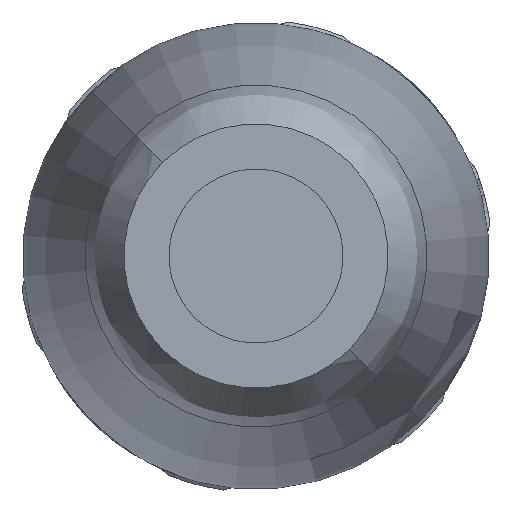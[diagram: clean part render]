
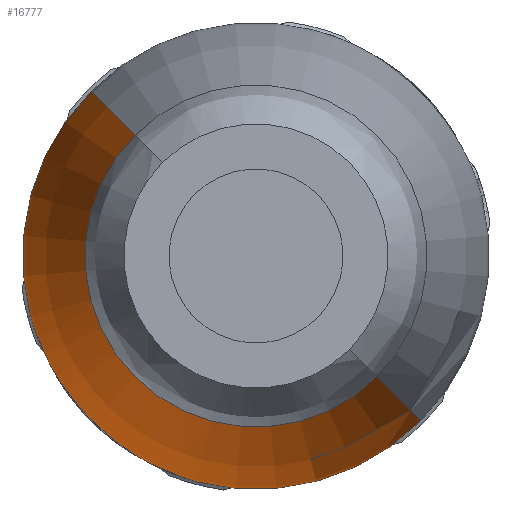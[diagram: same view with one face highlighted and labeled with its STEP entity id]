
A CAD part, front view. The second image highlights one B-rep face of the part: STEP entity #16777.
In plain terms, the highlighted face is a revolution surface.
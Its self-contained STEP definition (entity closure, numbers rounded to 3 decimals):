
#903=CARTESIAN_POINT('',(0.,-5.9,0.));
#904=DIRECTION('',(0.,-1.,0.));
#905=DIRECTION('',(-0.236,0.,-0.972));
#906=AXIS2_PLACEMENT_3D('',#903,#904,#905);
#1011=CARTESIAN_POINT('',(0.,-5.9,0.));
#1012=DIRECTION('',(0.,-1.,0.));
#1013=DIRECTION('',(-0.707,0.,0.707));
#1014=AXIS2_PLACEMENT_3D('',#1011,#1012,#1013);
#1111=CARTESIAN_POINT('',(-7.289,-8.561,
-1.771));
#1112=CARTESIAN_POINT('',(-7.288,-8.975,
-1.772));
#1113=CARTESIAN_POINT('',(-7.282,-9.799,
-1.798));
#1114=CARTESIAN_POINT('',(-7.265,-11.108,
-1.865));
#1115=CARTESIAN_POINT('',(-7.24,-12.226,
-1.955));
#1116=CARTESIAN_POINT('',(-7.212,-13.218,
-2.057));
#1117=CARTESIAN_POINT('',(-7.178,-14.1,
-2.174));
#1118=CARTESIAN_POINT('',(-7.135,-14.875,
-2.315));
#1119=CARTESIAN_POINT('',(-7.081,-15.541,
-2.478));
#1120=CARTESIAN_POINT('',(-7.016,-16.112,
-2.657));
#1121=CARTESIAN_POINT('',(-6.938,-16.621,
-2.853));
#1122=CARTESIAN_POINT('',(-6.845,-17.081,
-3.065));
#1123=CARTESIAN_POINT('',(-6.74,-17.482,
-3.281));
#1124=CARTESIAN_POINT('',(-6.629,-17.821,
-3.494));
#1125=CARTESIAN_POINT('',(-6.513,-18.103,
-3.698));
#1126=CARTESIAN_POINT('',(-6.392,-18.337,
-3.896));
#1127=CARTESIAN_POINT('',(-6.266,-18.535,
-4.09));
#1128=CARTESIAN_POINT('',(-6.134,-18.7,
-4.279));
#1129=CARTESIAN_POINT('',(-5.998,-18.835,
-4.463));
#1130=CARTESIAN_POINT('',(-5.858,-18.941,
-4.641));
#1131=CARTESIAN_POINT('',(-5.718,-19.021,
-4.809));
#1132=CARTESIAN_POINT('',(-5.578,-19.075,
-4.969));
#1133=CARTESIAN_POINT('',(-5.441,-19.107,
-5.117));
#1134=CARTESIAN_POINT('',(-5.304,-19.118,
-5.259));
#1135=CARTESIAN_POINT('',(-5.16,-19.109,
-5.4));
#1136=CARTESIAN_POINT('',(-5.006,-19.079,
-5.544));
#1137=CARTESIAN_POINT('',(-4.839,-19.025,
-5.693));
#1138=CARTESIAN_POINT('',(-4.658,-18.944,
-5.844));
#1139=CARTESIAN_POINT('',(-4.471,-18.838,
-5.992));
#1140=CARTESIAN_POINT('',(-4.285,-18.708,
-6.13));
#1141=CARTESIAN_POINT('',(-4.099,-18.554,
-6.259));
#1142=CARTESIAN_POINT('',(-3.915,-18.373,
-6.38));
#1143=CARTESIAN_POINT('',(-3.728,-18.157,
-6.495));
#1144=CARTESIAN_POINT('',(-3.537,-17.901,
-6.605));
#1145=CARTESIAN_POINT('',(-3.34,-17.593,
-6.71));
#1146=CARTESIAN_POINT('',(-3.135,-17.22,
-6.812));
#1147=CARTESIAN_POINT('',(-2.925,-16.775,
-6.907));
#1148=CARTESIAN_POINT('',(-2.72,-16.262,
-6.992));
#1149=CARTESIAN_POINT('',(-2.529,-15.68,
-7.063));
#1150=CARTESIAN_POINT('',(-2.353,-15.006,
-7.122));
#1151=CARTESIAN_POINT('',(-2.198,-14.218,
-7.171));
#1152=CARTESIAN_POINT('',(-2.069,-13.317,
-7.208));
#1153=CARTESIAN_POINT('',(-1.958,-12.302,
-7.239));
#1154=CARTESIAN_POINT('',(-1.865,-11.167,
-7.265));
#1155=CARTESIAN_POINT('',(-1.798,-9.846,
-7.282));
#1156=CARTESIAN_POINT('',(-1.773,-8.994,
-7.288));
#1157=CARTESIAN_POINT('',(-1.773,-8.563,
-7.288));
#1183=CARTESIAN_POINT('',(-1.768,-5.9,
-7.289));
#1184=CARTESIAN_POINT('',(-1.769,-6.787,
-7.287));
#1185=CARTESIAN_POINT('',(-1.766,-7.675,
-7.29));
#1186=CARTESIAN_POINT('',(-1.773,-8.563,
-7.288));
#1188=CARTESIAN_POINT('',(-7.289,-8.561,
-1.771));
#1189=CARTESIAN_POINT('',(-7.29,-7.673,
-1.763));
#1190=CARTESIAN_POINT('',(-7.288,-6.786,
-1.766));
#1191=CARTESIAN_POINT('',(-7.289,-5.9,
-1.768));
#1193=CARTESIAN_POINT('',(-5.303,-5.9,5.303));
#1194=CARTESIAN_POINT('',(-5.303,-6.321,
5.303));
#1195=CARTESIAN_POINT('',(-5.304,-7.977,
5.304));
#1196=CARTESIAN_POINT('',(-5.304,-10.889,
5.304));
#1197=CARTESIAN_POINT('',(-5.301,-15.746,
5.301));
#1198=CARTESIAN_POINT('',(-5.317,-20.694,
5.317));
#1199=CARTESIAN_POINT('',(-4.794,-27.086,
4.794));
#1200=CARTESIAN_POINT('',(-4.201,-31.113,
4.201));
#1201=CARTESIAN_POINT('',(-3.712,-33.9,3.712));
#1203=CARTESIAN_POINT('',(3.712,-33.9,-3.712));
#1204=CARTESIAN_POINT('',(4.201,-31.113,
-4.201));
#1205=CARTESIAN_POINT('',(4.794,-27.086,
-4.794));
#1206=CARTESIAN_POINT('',(5.317,-20.694,
-5.317));
#1207=CARTESIAN_POINT('',(5.301,-15.746,
-5.301));
#1208=CARTESIAN_POINT('',(5.304,-10.889,
-5.304));
#1209=CARTESIAN_POINT('',(5.304,-7.977,
-5.304));
#1210=CARTESIAN_POINT('',(5.303,-6.321,
-5.303));
#1211=CARTESIAN_POINT('',(5.303,-5.9,-5.303));
#2241=CARTESIAN_POINT('',(0.,-33.9,0.));
#2242=DIRECTION('',(0.,1.,0.));
#2243=DIRECTION('',(0.707,0.,-0.707));
#2244=AXIS2_PLACEMENT_3D('',#2241,#2242,#2243);
#14220=VERTEX_POINT('',#1183);
#14221=VERTEX_POINT('',#1186);
#14222=VERTEX_POINT('',#1111);
#14223=VERTEX_POINT('',#1191);
#14224=CARTESIAN_POINT('',(-5.303,-5.9,5.303));
#14225=VERTEX_POINT('',#14224);
#14226=VERTEX_POINT('',#1201);
#14227=CARTESIAN_POINT('',(3.712,-33.9,-3.712));
#14228=VERTEX_POINT('',#14227);
#14229=VERTEX_POINT('',#1211);
#16747=CARTESIAN_POINT('',(-5.304,-5.618,
5.304));
#16748=CARTESIAN_POINT('',(-5.304,-5.712,
5.304));
#16749=CARTESIAN_POINT('',(-5.303,-6.226,
5.303));
#16750=CARTESIAN_POINT('',(-5.304,-7.977,
5.304));
#16751=CARTESIAN_POINT('',(-5.304,-10.889,
5.304));
#16752=CARTESIAN_POINT('',(-5.301,-15.746,
5.301));
#16753=CARTESIAN_POINT('',(-5.317,-20.694,
5.317));
#16754=CARTESIAN_POINT('',(-4.794,-27.086,
4.794));
#16755=CARTESIAN_POINT('',(-4.187,-31.204,
4.187));
#16756=CARTESIAN_POINT('',(-3.68,-34.083,
3.68));
#16757=CARTESIAN_POINT('',(-3.664,-34.174,
3.664));
#16759=CARTESIAN_POINT('',(0.,-41.6,0.));
#16760=DIRECTION('',(0.,1.,0.));
#16761=AXIS1_PLACEMENT('',#16759,#16760);
#16762=SURFACE_OF_REVOLUTION('',#16758,#16761);
#16763=ORIENTED_EDGE('',*,*,#16209,.T.);
#16764=ORIENTED_EDGE('',*,*,#16738,.F.);
#16766=ORIENTED_EDGE('',*,*,#16765,.T.);
#16767=ORIENTED_EDGE('',*,*,#16149,.F.);
#16769=ORIENTED_EDGE('',*,*,#16768,.T.);
#16771=ORIENTED_EDGE('',*,*,#16770,.F.);
#16773=ORIENTED_EDGE('',*,*,#16772,.T.);
#16774=ORIENTED_EDGE('',*,*,#16121,.F.);
#16775=EDGE_LOOP('',(#16763,#16764,#16766,#16767,#16769,#16771,#16773,#16774));
#16776=FACE_OUTER_BOUND('',#16775,.F.);
#16777=ADVANCED_FACE('',(#16776),#16762,.F.);
#907=CIRCLE('',#906,7.5);
#1015=CIRCLE('',#1014,7.5);
#1158=B_SPLINE_CURVE_WITH_KNOTS('',3,(#1111,#1112,#1113,#1114,#1115,#1116,#1117,
#1118,#1119,#1120,#1121,#1122,#1123,#1124,#1125,#1126,#1127,#1128,#1129,#1130,
#1131,#1132,#1133,#1134,#1135,#1136,#1137,#1138,#1139,#1140,#1141,#1142,#1143,
#1144,#1145,#1146,#1147,#1148,#1149,#1150,#1151,#1152,#1153,#1154,#1155,#1156,
#1157),.UNSPECIFIED.,.F.,.F.,(4,1,1,1,1,1,1,1,1,1,1,1,1,1,1,1,1,1,1,1,1,1,1,1,1,
1,1,1,1,1,1,1,1,1,1,1,1,1,1,1,1,1,1,1,4),(0.,0.023,
0.045,0.068,0.091,0.114,
0.136,0.159,0.182,0.205,
0.227,0.25,0.273,0.295,0.318,
0.341,0.364,0.386,0.409,
0.432,0.455,0.477,0.5,0.523,
0.545,0.568,0.591,0.614,
0.636,0.659,0.682,0.705,
0.727,0.75,0.773,0.795,0.818,
0.841,0.864,0.886,0.909,
0.932,0.955,0.977,1.),.UNSPECIFIED.);
#1187=B_SPLINE_CURVE_WITH_KNOTS('',3,(#1183,#1184,#1185,#1186),.UNSPECIFIED.,
.F.,.F.,(4,4),(0.,1.),.UNSPECIFIED.);
#1192=B_SPLINE_CURVE_WITH_KNOTS('',3,(#1188,#1189,#1190,#1191),.UNSPECIFIED.,
.F.,.F.,(4,4),(0.,1.),.UNSPECIFIED.);
#1202=B_SPLINE_CURVE_WITH_KNOTS('',3,(#1193,#1194,#1195,#1196,#1197,#1198,#1199,
#1200,#1201),.UNSPECIFIED.,.F.,.F.,(4,1,1,1,1,1,4),(0.,0.046,
0.181,0.313,0.559,0.697,1.),
.UNSPECIFIED.);
#1212=B_SPLINE_CURVE_WITH_KNOTS('',3,(#1203,#1204,#1205,#1206,#1207,#1208,#1209,
#1210,#1211),.UNSPECIFIED.,.F.,.F.,(4,1,1,1,1,1,4),(0.,0.303,
0.441,0.687,0.819,0.954,1.),
.UNSPECIFIED.);
#2245=CIRCLE('',#2244,5.25);
#16121=EDGE_CURVE('',#14220,#14229,#907,.T.);
#16149=EDGE_CURVE('',#14225,#14223,#1015,.T.);
#16209=EDGE_CURVE('',#14220,#14221,#1187,.T.);
#16738=EDGE_CURVE('',#14222,#14221,#1158,.T.);
#16758=B_SPLINE_CURVE_WITH_KNOTS('',3,(#16747,#16748,#16749,#16750,#16751,
#16752,#16753,#16754,#16755,#16756,#16757),.UNSPECIFIED.,.F.,.F.,(4,1,1,1,1,1,1,
1,4),(0.,0.01,0.056,0.188,
0.317,0.558,0.693,0.99,1.),
.UNSPECIFIED.);
#16765=EDGE_CURVE('',#14222,#14223,#1192,.T.);
#16768=EDGE_CURVE('',#14225,#14226,#1202,.T.);
#16770=EDGE_CURVE('',#14228,#14226,#2245,.T.);
#16772=EDGE_CURVE('',#14228,#14229,#1212,.T.);
